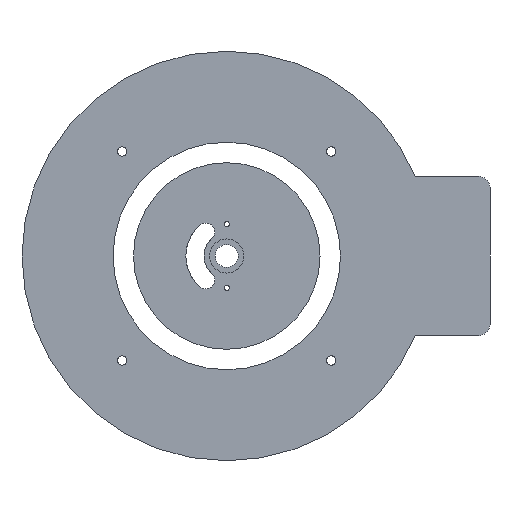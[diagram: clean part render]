
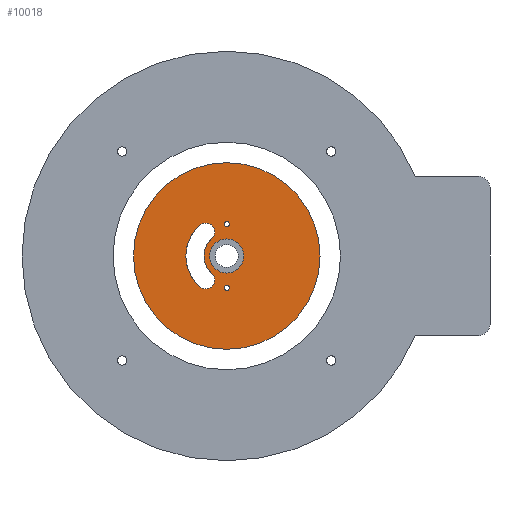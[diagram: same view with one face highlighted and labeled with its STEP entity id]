
A CAD part, front view. The second image highlights one B-rep face of the part: STEP entity #10018.
In plain terms, the highlighted face is planar.
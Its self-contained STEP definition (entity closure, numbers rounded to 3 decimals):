
#83 = DIRECTION ( 'NONE',  ( 0., 1., 0. ) ) ;
#100 = AXIS2_PLACEMENT_3D ( 'NONE', #1485, #5113, #4902 ) ;
#236 = VERTEX_POINT ( 'NONE', #8804 ) ;
#345 = DIRECTION ( 'NONE',  ( 0., -1., 0. ) ) ;
#466 = AXIS2_PLACEMENT_3D ( 'NONE', #1948, #10921, #9302 ) ;
#531 = ORIENTED_EDGE ( 'NONE', *, *, #4209, .F. ) ;
#559 = EDGE_LOOP ( 'NONE', ( #5594, #6321 ) ) ;
#779 = VERTEX_POINT ( 'NONE', #5579 ) ;
#830 = CARTESIAN_POINT ( 'NONE',  ( -8., 0., 0. ) ) ;
#998 = DIRECTION ( 'NONE',  ( 0., -1., 0. ) ) ;
#1024 = CIRCLE ( 'NONE', #9755, 4. ) ;
#1067 = ORIENTED_EDGE ( 'NONE', *, *, #1964, .F. ) ;
#1308 = ORIENTED_EDGE ( 'NONE', *, *, #11637, .F. ) ;
#1421 = ORIENTED_EDGE ( 'NONE', *, *, #9009, .F. ) ;
#1485 = CARTESIAN_POINT ( 'NONE',  ( -8., 0., 14. ) ) ;
#1544 = DIRECTION ( 'NONE',  ( 1., 0., 0. ) ) ;
#1574 = CARTESIAN_POINT ( 'NONE',  ( -8., -41., 0. ) ) ;
#1575 = CARTESIAN_POINT ( 'NONE',  ( -8., -18., 0. ) ) ;
#1633 = DIRECTION ( 'NONE',  ( -1., 0., 0. ) ) ;
#1743 = CARTESIAN_POINT ( 'NONE',  ( -8., -9.26, -10.5 ) ) ;
#1754 = DIRECTION ( 'NONE',  ( 0., -1., 0. ) ) ;
#1853 = VERTEX_POINT ( 'NONE', #7619 ) ;
#1948 = CARTESIAN_POINT ( 'NONE',  ( -8., 0., 14. ) ) ;
#1964 = EDGE_CURVE ( 'NONE', #2451, #3248, #4636, .T. ) ;
#1979 = DIRECTION ( 'NONE',  ( -1., 0., 0. ) ) ;
#2213 = DIRECTION ( 'NONE',  ( -1., 0., 0. ) ) ;
#2297 = DIRECTION ( 'NONE',  ( 1., 0., 0. ) ) ;
#2326 = DIRECTION ( 'NONE',  ( 0., 1., 0. ) ) ;
#2328 = FACE_BOUND ( 'NONE', #5533, .T. ) ;
#2451 = VERTEX_POINT ( 'NONE', #4354 ) ;
#2696 = CARTESIAN_POINT ( 'NONE',  ( -8., 7.5, 0. ) ) ;
#2859 = CIRCLE ( 'NONE', #6449, 1.1 ) ;
#2980 = CARTESIAN_POINT ( 'NONE',  ( -8., 1.1, 14. ) ) ;
#3109 = FACE_BOUND ( 'NONE', #4846, .T. ) ;
#3229 = PLANE ( 'NONE',  #3857 ) ;
#3248 = VERTEX_POINT ( 'NONE', #1575 ) ;
#3359 = DIRECTION ( 'NONE',  ( 0., -1., 0. ) ) ;
#3450 = DIRECTION ( 'NONE',  ( 0., 1., 0. ) ) ;
#3468 = VERTEX_POINT ( 'NONE', #10295 ) ;
#3622 = CIRCLE ( 'NONE', #9880, 1.1 ) ;
#3709 = DIRECTION ( 'NONE',  ( 1., 0., 0. ) ) ;
#3710 = CIRCLE ( 'NONE', #100, 1.1 ) ;
#3763 = VERTEX_POINT ( 'NONE', #6301 ) ;
#3774 = CARTESIAN_POINT ( 'NONE',  ( -8., 0., 0. ) ) ;
#3821 = CARTESIAN_POINT ( 'NONE',  ( -8., 41., 0. ) ) ;
#3857 = AXIS2_PLACEMENT_3D ( 'NONE', #5128, #2213, #8727 ) ;
#3922 = VERTEX_POINT ( 'NONE', #2980 ) ;
#4123 = FACE_BOUND ( 'NONE', #9940, .T. ) ;
#4137 = CIRCLE ( 'NONE', #10198, 10. ) ;
#4209 = EDGE_CURVE ( 'NONE', #8983, #8162, #10925, .T. ) ;
#4219 = AXIS2_PLACEMENT_3D ( 'NONE', #1743, #1979, #5600 ) ;
#4338 = DIRECTION ( 'NONE',  ( 0., -1., 0. ) ) ;
#4352 = CARTESIAN_POINT ( 'NONE',  ( -8., 0., -14. ) ) ;
#4354 = CARTESIAN_POINT ( 'NONE',  ( -8., -11.906, -13.5 ) ) ;
#4408 = CARTESIAN_POINT ( 'NONE',  ( -8., -1.1, 14. ) ) ;
#4496 = CIRCLE ( 'NONE', #9989, 18. ) ;
#4500 = CARTESIAN_POINT ( 'NONE',  ( -8., 0., 0. ) ) ;
#4636 = CIRCLE ( 'NONE', #6151, 18. ) ;
#4846 = EDGE_LOOP ( 'NONE', ( #10859, #10667, #1308, #1421, #7491, #1067 ) ) ;
#4902 = DIRECTION ( 'NONE',  ( 0., -1., 0. ) ) ;
#5113 = DIRECTION ( 'NONE',  ( 1., 0., 0. ) ) ;
#5124 = EDGE_CURVE ( 'NONE', #10077, #3922, #3710, .T. ) ;
#5128 = CARTESIAN_POINT ( 'NONE',  ( -8., 41., 0. ) ) ;
#5146 = ORIENTED_EDGE ( 'NONE', *, *, #6828, .F. ) ;
#5168 = CIRCLE ( 'NONE', #9713, 10. ) ;
#5284 = CARTESIAN_POINT ( 'NONE',  ( -8., 0., 0. ) ) ;
#5392 = CIRCLE ( 'NONE', #5568, 41. ) ;
#5506 = AXIS2_PLACEMENT_3D ( 'NONE', #6891, #6832, #2326 ) ;
#5533 = EDGE_LOOP ( 'NONE', ( #10367, #531 ) ) ;
#5556 = EDGE_CURVE ( 'NONE', #3248, #1853, #4496, .T. ) ;
#5568 = AXIS2_PLACEMENT_3D ( 'NONE', #3774, #3709, #83 ) ;
#5579 = CARTESIAN_POINT ( 'NONE',  ( -8., -6.614, -7.5 ) ) ;
#5594 = ORIENTED_EDGE ( 'NONE', *, *, #9175, .T. ) ;
#5600 = DIRECTION ( 'NONE',  ( 0., 1., 0. ) ) ;
#5880 = DIRECTION ( 'NONE',  ( 0., -1., 0. ) ) ;
#6052 = EDGE_CURVE ( 'NONE', #8162, #8983, #6572, .T. ) ;
#6151 = AXIS2_PLACEMENT_3D ( 'NONE', #11600, #1633, #3359 ) ;
#6243 = EDGE_LOOP ( 'NONE', ( #5146, #10447 ) ) ;
#6301 = CARTESIAN_POINT ( 'NONE',  ( -8., -1.1, -14. ) ) ;
#6321 = ORIENTED_EDGE ( 'NONE', *, *, #5124, .T. ) ;
#6347 = DIRECTION ( 'NONE',  ( -1., 0., 0. ) ) ;
#6449 = AXIS2_PLACEMENT_3D ( 'NONE', #8587, #2297, #345 ) ;
#6572 = CIRCLE ( 'NONE', #6951, 7.5 ) ;
#6717 = VERTEX_POINT ( 'NONE', #3821 ) ;
#6792 = EDGE_CURVE ( 'NONE', #236, #3763, #3622, .T. ) ;
#6828 = EDGE_CURVE ( 'NONE', #6717, #10796, #10636, .T. ) ;
#6832 = DIRECTION ( 'NONE',  ( 1., 0., 0. ) ) ;
#6891 = CARTESIAN_POINT ( 'NONE',  ( -8., 0., 0. ) ) ;
#6951 = AXIS2_PLACEMENT_3D ( 'NONE', #4500, #7275, #1754 ) ;
#7004 = EDGE_CURVE ( 'NONE', #3763, #236, #2859, .T. ) ;
#7275 = DIRECTION ( 'NONE',  ( -1., 0., 0. ) ) ;
#7396 = ORIENTED_EDGE ( 'NONE', *, *, #7004, .T. ) ;
#7491 = ORIENTED_EDGE ( 'NONE', *, *, #5556, .F. ) ;
#7605 = FACE_BOUND ( 'NONE', #559, .T. ) ;
#7619 = CARTESIAN_POINT ( 'NONE',  ( -8., -11.906, 13.5 ) ) ;
#7642 = VERTEX_POINT ( 'NONE', #8743 ) ;
#7693 = AXIS2_PLACEMENT_3D ( 'NONE', #11641, #6347, #998 ) ;
#7725 = EDGE_CURVE ( 'NONE', #779, #2451, #11417, .T. ) ;
#7894 = DIRECTION ( 'NONE',  ( 1., 0., 0. ) ) ;
#8000 = CARTESIAN_POINT ( 'NONE',  ( -8., -9.26, 10.5 ) ) ;
#8162 = VERTEX_POINT ( 'NONE', #9930 ) ;
#8587 = CARTESIAN_POINT ( 'NONE',  ( -8., 0., -14. ) ) ;
#8678 = FACE_OUTER_BOUND ( 'NONE', #6243, .T. ) ;
#8727 = DIRECTION ( 'NONE',  ( 0., -1., 0. ) ) ;
#8743 = CARTESIAN_POINT ( 'NONE',  ( -8., -10., 0. ) ) ;
#8769 = DIRECTION ( 'NONE',  ( -1., 0., 0. ) ) ;
#8788 = DIRECTION ( 'NONE',  ( 0., -1., 0. ) ) ;
#8804 = CARTESIAN_POINT ( 'NONE',  ( -8., 1.1, -14. ) ) ;
#8913 = EDGE_CURVE ( 'NONE', #10796, #6717, #5392, .T. ) ;
#8983 = VERTEX_POINT ( 'NONE', #2696 ) ;
#9009 = EDGE_CURVE ( 'NONE', #1853, #3468, #1024, .T. ) ;
#9015 = DIRECTION ( 'NONE',  ( -1., 0., 0. ) ) ;
#9175 = EDGE_CURVE ( 'NONE', #3922, #10077, #9176, .T. ) ;
#9176 = CIRCLE ( 'NONE', #466, 1.1 ) ;
#9302 = DIRECTION ( 'NONE',  ( 0., -1., 0. ) ) ;
#9676 = CARTESIAN_POINT ( 'NONE',  ( -8., 0., 0. ) ) ;
#9713 = AXIS2_PLACEMENT_3D ( 'NONE', #830, #10627, #10572 ) ;
#9755 = AXIS2_PLACEMENT_3D ( 'NONE', #8000, #9015, #3450 ) ;
#9880 = AXIS2_PLACEMENT_3D ( 'NONE', #4352, #7894, #8788 ) ;
#9930 = CARTESIAN_POINT ( 'NONE',  ( -8., -7.5, 0. ) ) ;
#9940 = EDGE_LOOP ( 'NONE', ( #10522, #7396 ) ) ;
#9989 = AXIS2_PLACEMENT_3D ( 'NONE', #5284, #8769, #4338 ) ;
#10018 = ADVANCED_FACE ( 'NONE', ( #4123, #7605, #3109, #2328, #8678 ), #3229, .T. ) ;
#10077 = VERTEX_POINT ( 'NONE', #4408 ) ;
#10198 = AXIS2_PLACEMENT_3D ( 'NONE', #9676, #1544, #5880 ) ;
#10295 = CARTESIAN_POINT ( 'NONE',  ( -8., -6.614, 7.5 ) ) ;
#10367 = ORIENTED_EDGE ( 'NONE', *, *, #6052, .F. ) ;
#10447 = ORIENTED_EDGE ( 'NONE', *, *, #8913, .F. ) ;
#10474 = EDGE_CURVE ( 'NONE', #7642, #779, #5168, .T. ) ;
#10522 = ORIENTED_EDGE ( 'NONE', *, *, #6792, .T. ) ;
#10572 = DIRECTION ( 'NONE',  ( 0., -1., 0. ) ) ;
#10627 = DIRECTION ( 'NONE',  ( 1., 0., 0. ) ) ;
#10636 = CIRCLE ( 'NONE', #5506, 41. ) ;
#10667 = ORIENTED_EDGE ( 'NONE', *, *, #10474, .F. ) ;
#10796 = VERTEX_POINT ( 'NONE', #1574 ) ;
#10859 = ORIENTED_EDGE ( 'NONE', *, *, #7725, .F. ) ;
#10921 = DIRECTION ( 'NONE',  ( 1., 0., 0. ) ) ;
#10925 = CIRCLE ( 'NONE', #7693, 7.5 ) ;
#11417 = CIRCLE ( 'NONE', #4219, 4. ) ;
#11600 = CARTESIAN_POINT ( 'NONE',  ( -8., 0., 0. ) ) ;
#11637 = EDGE_CURVE ( 'NONE', #3468, #7642, #4137, .T. ) ;
#11641 = CARTESIAN_POINT ( 'NONE',  ( -8., 0., 0. ) ) ;
